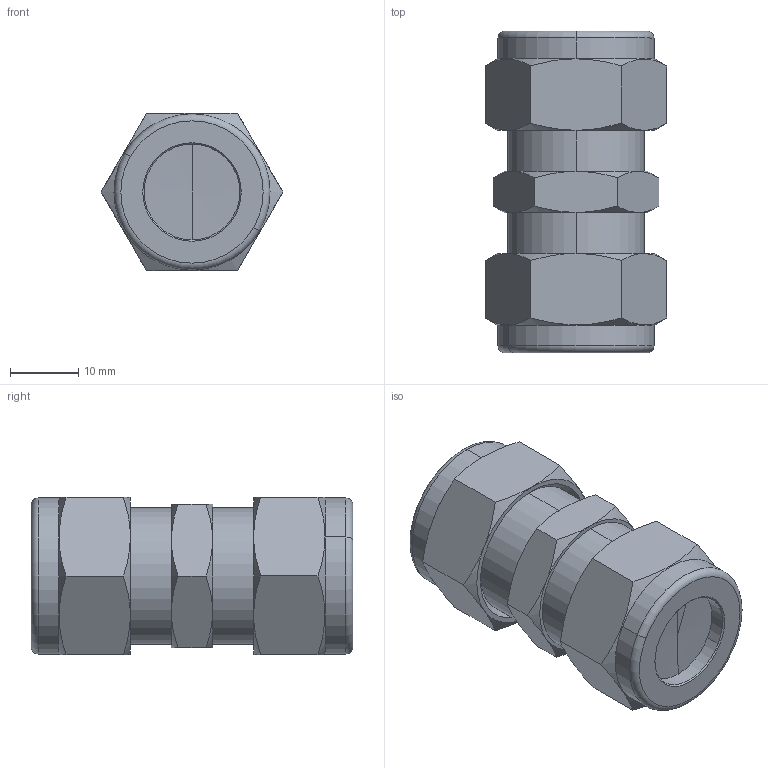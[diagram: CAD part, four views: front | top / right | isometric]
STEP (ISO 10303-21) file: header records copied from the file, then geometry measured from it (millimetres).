
FILE_DESCRIPTION (( 'STEP AP214' ), '1' );
FILE_NAME ('1046000006.step', '2013-02-25T17:15:16', ( '' ), ( '' ), 'SwSTEP 2.0', 'SolidWorks 2012', '' );
FILE_SCHEMA (( 'AUTOMOTIVE_DESIGN' ));
Length unit declared in the file: millimetre
Products named in the file (1): 1046000006
Bounding box: 26.56 x 47 x 23 mm (x, y, z)
Volume: 18000.4 mm3; surface area: 4942.3 mm2
Topology: 1 solids, 1 shells, 79 faces, 178 edges, 105 vertices
Faces by surface type: cone 38, plane 25, cylinder 12, torus 4
Entity records: 2492 total; most frequent: CARTESIAN_POINT 785, ORIENTED_EDGE 352, DIRECTION 340, EDGE_CURVE 176, AXIS2_PLACEMENT_3D 148, VERTEX_POINT 105, EDGE_LOOP 85, FACE_OUTER_BOUND 79
